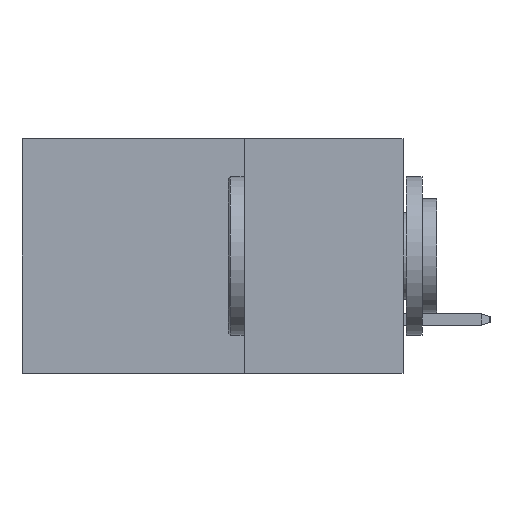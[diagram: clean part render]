
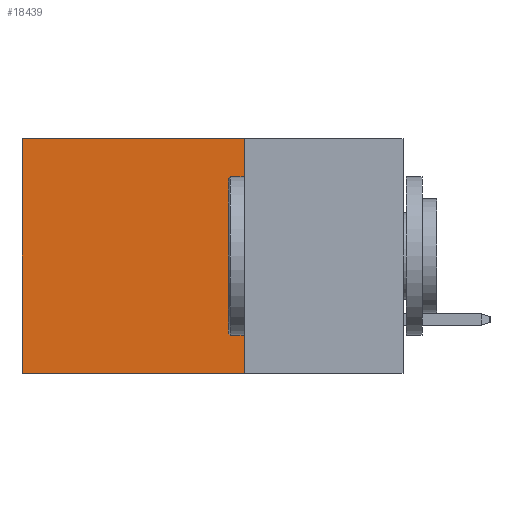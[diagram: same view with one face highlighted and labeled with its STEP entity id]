
A CAD part, left-side view. The second image highlights one B-rep face of the part: STEP entity #18439.
In plain terms, the highlighted planar face has unit normal (-1, 0, 0).
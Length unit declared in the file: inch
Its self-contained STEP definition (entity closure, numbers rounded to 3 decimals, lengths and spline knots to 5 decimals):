
#230 = VECTOR ( 'NONE', #21516, 39.37008 ) ;
#910 = ORIENTED_EDGE ( 'NONE', *, *, #25418, .T. ) ;
#1071 = DIRECTION ( 'NONE',  ( 0., 0., -1. ) ) ;
#2671 = LINE ( 'NONE', #24811, #24957 ) ;
#2788 = CARTESIAN_POINT ( 'NONE',  ( 0.2875, 0.6, -0.37 ) ) ;
#4816 = LINE ( 'NONE', #29064, #19505 ) ;
#5140 = DIRECTION ( 'NONE',  ( 0., 1., 0. ) ) ;
#5232 = VERTEX_POINT ( 'NONE', #26825 ) ;
#5346 = VERTEX_POINT ( 'NONE', #15111 ) ;
#5567 = ORIENTED_EDGE ( 'NONE', *, *, #7608, .T. ) ;
#7105 = DIRECTION ( 'NONE',  ( 1., 0., 0. ) ) ;
#7608 = EDGE_CURVE ( 'NONE', #5346, #21502, #2671, .T. ) ;
#9160 = ORIENTED_EDGE ( 'NONE', *, *, #18774, .F. ) ;
#9511 = PLANE ( 'NONE',  #15897 ) ;
#11461 = ORIENTED_EDGE ( 'NONE', *, *, #29688, .F. ) ;
#11495 = LINE ( 'NONE', #21296, #30119 ) ;
#12217 = LINE ( 'NONE', #31453, #230 ) ;
#15111 = CARTESIAN_POINT ( 'NONE',  ( 0.2875, 0.6, 0. ) ) ;
#15897 = AXIS2_PLACEMENT_3D ( 'NONE', #29106, #7105, #26682 ) ;
#18439 = ADVANCED_FACE ( 'NONE', ( #31495 ), #9511, .F. ) ;
#18774 = EDGE_CURVE ( 'NONE', #5232, #21502, #4816, .T. ) ;
#19505 = VECTOR ( 'NONE', #5140, 39.37008 ) ;
#21296 = CARTESIAN_POINT ( 'NONE',  ( 0.2875, 0.25, 0. ) ) ;
#21502 = VERTEX_POINT ( 'NONE', #2788 ) ;
#21516 = DIRECTION ( 'NONE',  ( 0., 1., 0. ) ) ;
#21557 = CARTESIAN_POINT ( 'NONE',  ( 0.2875, 0.25, 0. ) ) ;
#24811 = CARTESIAN_POINT ( 'NONE',  ( 0.2875, 0.6, 0. ) ) ;
#24957 = VECTOR ( 'NONE', #31561, 39.37008 ) ;
#25418 = EDGE_CURVE ( 'NONE', #27232, #5346, #12217, .T. ) ;
#25813 = EDGE_LOOP ( 'NONE', ( #5567, #9160, #11461, #910 ) ) ;
#26682 = DIRECTION ( 'NONE',  ( 0., 0., -1. ) ) ;
#26825 = CARTESIAN_POINT ( 'NONE',  ( 0.2875, 0.25, -0.37 ) ) ;
#27232 = VERTEX_POINT ( 'NONE', #21557 ) ;
#29064 = CARTESIAN_POINT ( 'NONE',  ( 0.2875, 0.25, -0.37 ) ) ;
#29106 = CARTESIAN_POINT ( 'NONE',  ( 0.2875, 0.25, 0. ) ) ;
#29688 = EDGE_CURVE ( 'NONE', #27232, #5232, #11495, .T. ) ;
#30119 = VECTOR ( 'NONE', #1071, 39.37008 ) ;
#31453 = CARTESIAN_POINT ( 'NONE',  ( 0.2875, 0.25, 0. ) ) ;
#31495 = FACE_OUTER_BOUND ( 'NONE', #25813, .T. ) ;
#31561 = DIRECTION ( 'NONE',  ( 0., 0., -1. ) ) ;
